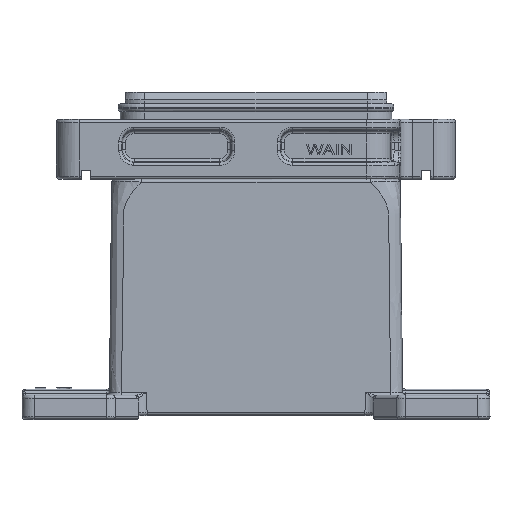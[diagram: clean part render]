
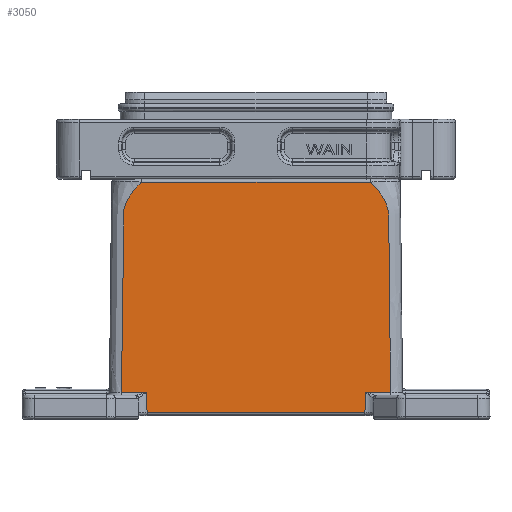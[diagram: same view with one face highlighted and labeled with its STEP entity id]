
A CAD part, top view. The second image highlights one B-rep face of the part: STEP entity #3050.
In plain terms, the highlighted planar face has unit normal (0, 0.011, 1).
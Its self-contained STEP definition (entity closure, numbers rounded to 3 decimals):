
#822=B_SPLINE_CURVE_WITH_KNOTS('',3,(#31194,#31195,#31196,#31197),
 .UNSPECIFIED.,.F.,.F.,(4,4),(0.,1.),.UNSPECIFIED.);
#823=B_SPLINE_CURVE_WITH_KNOTS('',3,(#31198,#31199,#31200,#31201,#31202,
#31203,#31204,#31205,#31206,#31207,#31208,#31209,#31210,#31211,#31212,#31213,
#31214,#31215,#31216,#31217,#31218,#31219,#31220,#31221),.UNSPECIFIED.,
 .F.,.F.,(4,2,2,2,2,2,2,2,2,2,2,4),(0.,0.063,0.094,0.125,0.156,0.172,
0.188,0.203,0.219,0.25,0.5,1.),.UNSPECIFIED.);
#824=B_SPLINE_CURVE_WITH_KNOTS('',3,(#31225,#31226,#31227,#31228,#31229,
#31230,#31231,#31232,#31233,#31234,#31235,#31236,#31237,#31238,#31239,#31240,
#31241,#31242,#31243,#31244,#31245,#31246,#31247,#31248,#31249,#31250,#31251,
#31252,#31253,#31254,#31255,#31256,#31257,#31258,#31259,#31260,#31261,#31262,
#31263,#31264,#31265,#31266,#31267,#31268,#31269,#31270,#31271,#31272,#31273,
#31274),.UNSPECIFIED.,.F.,.F.,(4,2,1,1,1,1,1,1,2,2,2,2,2,1,2,2,2,2,2,2,
1,2,2,2,2,2,2,2,4),(0.,0.5,0.625,0.688,
0.719,0.734,0.742,0.746,
0.748,0.75,0.781,0.797,
0.805,0.809,0.811,0.813,
0.828,0.844,0.859,0.867,
0.871,0.873,0.875,0.891,
0.898,0.902,0.906,0.938,
1.),.UNSPECIFIED.);
#3050=ADVANCED_FACE('NONE',(#4887),#4225,.T.);
#4225=PLANE('',#22174);
#4887=FACE_OUTER_BOUND('',#6143,.T.);
#6143=EDGE_LOOP('',(#8150,#8151,#8152,#8153,#8154,#8155,#8156,#8157));
#8150=ORIENTED_EDGE('',*,*,#16241,.T.);
#8151=ORIENTED_EDGE('',*,*,#16244,.F.);
#8152=ORIENTED_EDGE('',*,*,#16245,.T.);
#8153=ORIENTED_EDGE('',*,*,#16091,.T.);
#8154=ORIENTED_EDGE('',*,*,#16246,.F.);
#8155=ORIENTED_EDGE('',*,*,#16247,.F.);
#8156=ORIENTED_EDGE('',*,*,#16248,.F.);
#8157=ORIENTED_EDGE('',*,*,#16093,.T.);
#13995=VERTEX_POINT('',#30469);
#13998=VERTEX_POINT('',#30501);
#13999=VERTEX_POINT('',#30503);
#14000=VERTEX_POINT('',#30518);
#14078=VERTEX_POINT('',#31180);
#14080=VERTEX_POINT('',#31193);
#14081=VERTEX_POINT('',#31222);
#14082=VERTEX_POINT('',#31224);
#16091=EDGE_CURVE('NONE',#13999,#13998,#19090,.T.);
#16093=EDGE_CURVE('NONE',#14000,#13995,#19091,.T.);
#16241=EDGE_CURVE('NONE',#13995,#14078,#19154,.T.);
#16244=EDGE_CURVE('NONE',#14080,#14078,#19156,.T.);
#16245=EDGE_CURVE('NONE',#14080,#13999,#822,.T.);
#16246=EDGE_CURVE('NONE',#14081,#13998,#823,.T.);
#16247=EDGE_CURVE('NONE',#14082,#14081,#19157,.T.);
#16248=EDGE_CURVE('NONE',#14000,#14082,#824,.T.);
#19090=LINE('',#30502,#20583);
#19091=LINE('',#30517,#20584);
#19154=LINE('',#31181,#20647);
#19156=LINE('',#31192,#20649);
#19157=LINE('',#31223,#20650);
#20583=VECTOR('',#24187,1.);
#20584=VECTOR('',#24190,1.);
#20647=VECTOR('',#24379,1.);
#20649=VECTOR('',#24385,1.);
#20650=VECTOR('',#24386,1.);
#22174=AXIS2_PLACEMENT_3D('',#31275,#24387,#24388);
#24187=DIRECTION('',(1.,0.,0.));
#24190=DIRECTION('',(1.,0.,0.));
#24379=DIRECTION('',(0.014,-1.,0.01));
#24385=DIRECTION('',(-1.,0.,0.));
#24386=DIRECTION('',(1.,0.,0.));
#24387=DIRECTION('',(0.,0.01,1.));
#24388=DIRECTION('',(0.,-1.,0.01));
#30469=CARTESIAN_POINT('',(-36.409,8.99,29.744));
#30501=CARTESIAN_POINT('',(44.844,8.99,29.744));
#30502=CARTESIAN_POINT('',(-51.412,8.99,29.744));
#30503=CARTESIAN_POINT('',(36.409,8.99,29.744));
#30517=CARTESIAN_POINT('',(-51.412,8.99,29.744));
#30518=CARTESIAN_POINT('',(-44.844,8.99,29.744));
#31180=CARTESIAN_POINT('',(-36.314,2.31,29.814));
#31181=CARTESIAN_POINT('',(-36.409,8.99,29.744));
#31192=CARTESIAN_POINT('',(-39.425,2.31,29.814));
#31193=CARTESIAN_POINT('',(36.314,2.31,29.814));
#31194=CARTESIAN_POINT('',(36.314,2.31,29.814));
#31195=CARTESIAN_POINT('',(36.345,4.537,29.79));
#31196=CARTESIAN_POINT('',(36.377,6.763,29.767));
#31197=CARTESIAN_POINT('',(36.409,8.99,29.744));
#31198=CARTESIAN_POINT('',(38.086,79.01,29.01));
#31199=CARTESIAN_POINT('',(39.109,78.066,29.02));
#31200=CARTESIAN_POINT('',(40.086,77.05,29.031));
#31201=CARTESIAN_POINT('',(41.408,75.37,29.048));
#31202=CARTESIAN_POINT('',(41.824,74.784,29.055));
#31203=CARTESIAN_POINT('',(42.585,73.553,29.068));
#31204=CARTESIAN_POINT('',(42.931,72.907,29.074));
#31205=CARTESIAN_POINT('',(43.519,71.556,29.088));
#31206=CARTESIAN_POINT('',(43.761,70.851,29.096));
#31207=CARTESIAN_POINT('',(44.019,69.757,29.107));
#31208=CARTESIAN_POINT('',(44.087,69.387,29.111));
#31209=CARTESIAN_POINT('',(44.186,68.64,29.119));
#31210=CARTESIAN_POINT('',(44.214,68.263,29.123));
#31211=CARTESIAN_POINT('',(44.237,67.508,29.131));
#31212=CARTESIAN_POINT('',(44.235,67.131,29.135));
#31213=CARTESIAN_POINT('',(44.242,66.376,29.143));
#31214=CARTESIAN_POINT('',(44.247,65.998,29.147));
#31215=CARTESIAN_POINT('',(44.259,64.865,29.158));
#31216=CARTESIAN_POINT('',(44.267,64.11,29.166));
#31217=CARTESIAN_POINT('',(44.338,57.315,29.238));
#31218=CARTESIAN_POINT('',(44.401,51.274,29.301));
#31219=CARTESIAN_POINT('',(44.591,33.152,29.491));
#31220=CARTESIAN_POINT('',(44.717,21.071,29.617));
#31221=CARTESIAN_POINT('',(44.844,8.99,29.744));
#31222=CARTESIAN_POINT('',(38.086,79.01,29.01));
#31223=CARTESIAN_POINT('',(-45.153,79.01,29.01));
#31224=CARTESIAN_POINT('',(-38.086,79.01,29.01));
#31225=CARTESIAN_POINT('',(-44.844,8.99,29.744));
#31226=CARTESIAN_POINT('',(-44.718,20.981,29.618));
#31227=CARTESIAN_POINT('',(-44.592,32.972,29.492));
#31228=CARTESIAN_POINT('',(-44.436,47.961,29.336));
#31229=CARTESIAN_POINT('',(-44.389,52.458,29.288));
#31230=CARTESIAN_POINT('',(-44.334,57.704,29.233));
#31231=CARTESIAN_POINT('',(-44.306,60.328,29.206));
#31232=CARTESIAN_POINT('',(-44.293,61.639,29.192));
#31233=CARTESIAN_POINT('',(-44.286,62.295,29.185));
#31234=CARTESIAN_POINT('',(-44.282,62.623,29.182));
#31235=CARTESIAN_POINT('',(-44.281,62.763,29.181));
#31236=CARTESIAN_POINT('',(-44.28,62.857,29.18));
#31237=CARTESIAN_POINT('',(-44.28,62.864,29.179));
#31238=CARTESIAN_POINT('',(-44.264,64.338,29.164));
#31239=CARTESIAN_POINT('',(-44.253,65.406,29.153));
#31240=CARTESIAN_POINT('',(-44.242,66.53,29.141));
#31241=CARTESIAN_POINT('',(-44.239,66.825,29.138));
#31242=CARTESIAN_POINT('',(-44.236,67.148,29.135));
#31243=CARTESIAN_POINT('',(-44.235,67.236,29.134));
#31244=CARTESIAN_POINT('',(-44.234,67.338,29.133));
#31245=CARTESIAN_POINT('',(-44.233,67.381,29.132));
#31246=CARTESIAN_POINT('',(-44.233,67.413,29.132));
#31247=CARTESIAN_POINT('',(-44.233,67.432,29.132));
#31248=CARTESIAN_POINT('',(-44.233,67.398,29.132));
#31249=CARTESIAN_POINT('',(-44.229,67.842,29.127));
#31250=CARTESIAN_POINT('',(-44.208,68.228,29.123));
#31251=CARTESIAN_POINT('',(-44.142,68.975,29.115));
#31252=CARTESIAN_POINT('',(-44.085,69.386,29.111));
#31253=CARTESIAN_POINT('',(-43.97,69.981,29.104));
#31254=CARTESIAN_POINT('',(-43.892,70.312,29.101));
#31255=CARTESIAN_POINT('',(-43.737,70.853,29.094));
#31256=CARTESIAN_POINT('',(-43.678,71.04,29.092));
#31257=CARTESIAN_POINT('',(-43.579,71.332,29.089));
#31258=CARTESIAN_POINT('',(-43.527,71.48,29.087));
#31259=CARTESIAN_POINT('',(-43.47,71.632,29.085));
#31260=CARTESIAN_POINT('',(-43.431,71.733,29.084));
#31261=CARTESIAN_POINT('',(-43.398,71.817,29.083));
#31262=CARTESIAN_POINT('',(-43.329,71.991,29.081));
#31263=CARTESIAN_POINT('',(-43.225,72.243,29.078));
#31264=CARTESIAN_POINT('',(-42.986,72.754,29.072));
#31265=CARTESIAN_POINT('',(-42.892,72.946,29.07));
#31266=CARTESIAN_POINT('',(-42.727,73.264,29.067));
#31267=CARTESIAN_POINT('',(-42.667,73.375,29.066));
#31268=CARTESIAN_POINT('',(-42.539,73.606,29.063));
#31269=CARTESIAN_POINT('',(-42.445,73.769,29.061));
#31270=CARTESIAN_POINT('',(-42.005,74.512,29.053));
#31271=CARTESIAN_POINT('',(-41.576,75.138,29.046));
#31272=CARTESIAN_POINT('',(-40.256,76.86,29.028));
#31273=CARTESIAN_POINT('',(-39.229,77.96,29.017));
#31274=CARTESIAN_POINT('',(-38.086,79.01,29.01));
#31275=CARTESIAN_POINT('',(-51.412,80.,29.));
